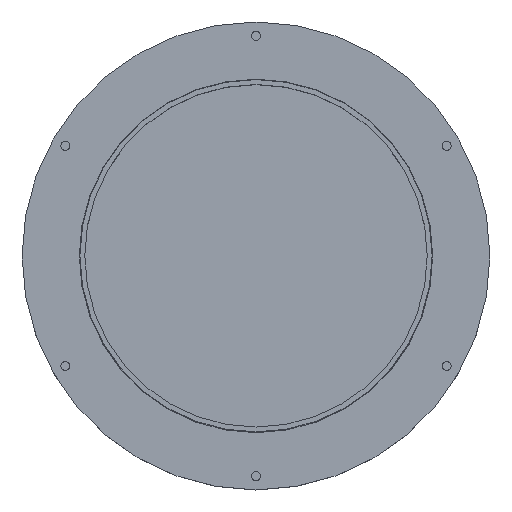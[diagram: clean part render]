
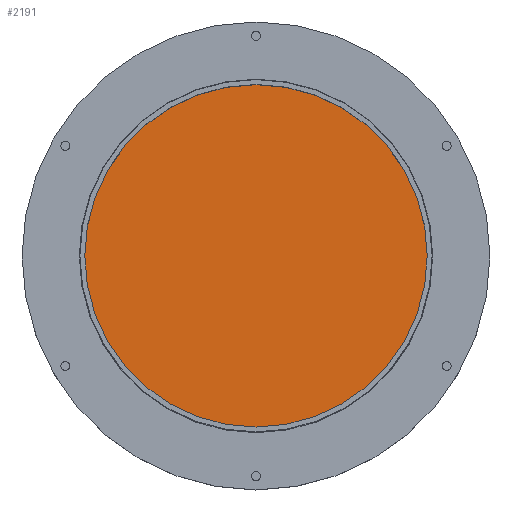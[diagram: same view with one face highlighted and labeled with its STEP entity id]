
A CAD part, top view. The second image highlights one B-rep face of the part: STEP entity #2191.
In plain terms, the highlighted planar face has unit normal (0, 0, 1).
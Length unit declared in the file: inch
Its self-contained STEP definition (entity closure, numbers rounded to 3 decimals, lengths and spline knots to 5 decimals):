
#473=FACE_OUTER_BOUND('',#642,.T.);
#642=EDGE_LOOP('',(#1522));
#851=CIRCLE('',#2396,3.375);
#987=VERTEX_POINT('',#3445);
#1195=EDGE_CURVE('',#987,#987,#851,.T.);
#1522=ORIENTED_EDGE('',*,*,#1195,.T.);
#1918=PLANE('',#2395);
#2191=ADVANCED_FACE('',(#473),#1918,.T.);
#2395=AXIS2_PLACEMENT_3D('',#3444,#2783,#2784);
#2396=AXIS2_PLACEMENT_3D('',#3446,#2785,#2786);
#2783=DIRECTION('center_axis',(0.,0.,
1.));
#2784=DIRECTION('ref_axis',(-1.,0.,0.));
#2785=DIRECTION('center_axis',(0.,0.,
1.));
#2786=DIRECTION('ref_axis',(-1.,0.,0.));
#3444=CARTESIAN_POINT('Origin',(0.,0.,
-0.026));
#3445=CARTESIAN_POINT('',(3.375,0.,-0.026));
#3446=CARTESIAN_POINT('Origin',(0.,0.,
-0.026));
